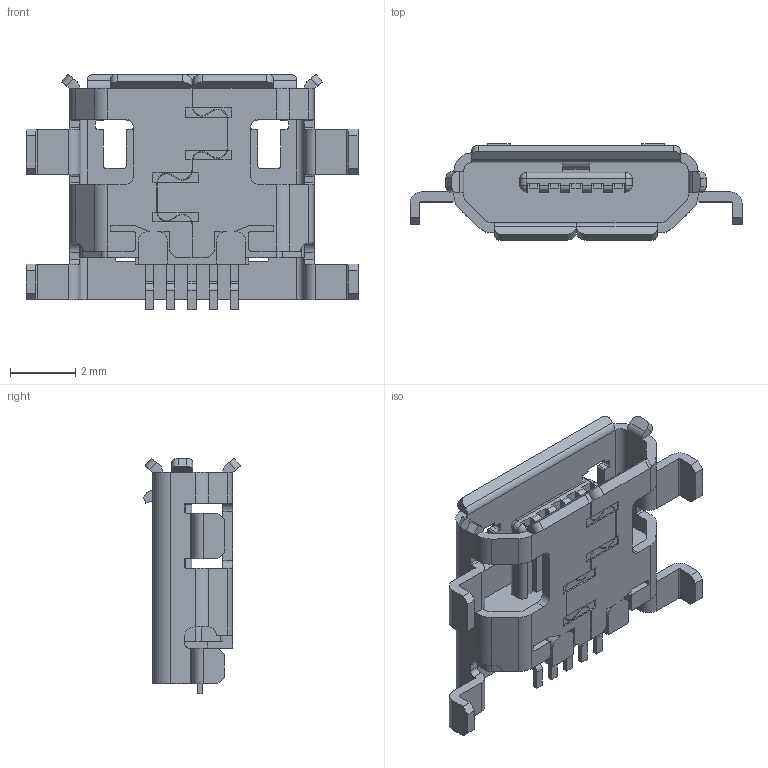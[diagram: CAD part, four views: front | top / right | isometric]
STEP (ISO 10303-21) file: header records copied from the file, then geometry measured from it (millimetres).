
FILE_DESCRIPTION((''),'2;1');
FILE_NAME('476420001','2018-04-25T',('ksrinivasara'),(''),'PRO/ENGINEER BY PARAMETRIC TECHNOLOGY CORPORATION, 2012310','PRO/ENGINEER BY PARAMETRIC TECHNOLOGY CORPORATION, 2012310','');
FILE_SCHEMA(('CONFIG_CONTROL_DESIGN'));
Length unit declared in the file: millimetre
Products named in the file (1): 476420001
Bounding box: 10.2 x 2.97 x 7.23 mm (x, y, z)
Volume: 56.7 mm3; surface area: 288.5 mm2
Topology: 1 solids, 1 shells, 523 faces, 1575 edges, 1054 vertices
Faces by surface type: plane 345, cylinder 174, sphere 4
Entity records: 17650 total; most frequent: CARTESIAN_POINT 3134, ORIENTED_EDGE 3046, DIRECTION 2993, EDGE_CURVE 1523, VECTOR 1193, LINE 1193, VERTEX_POINT 1002, AXIS2_PLACEMENT_3D 900
